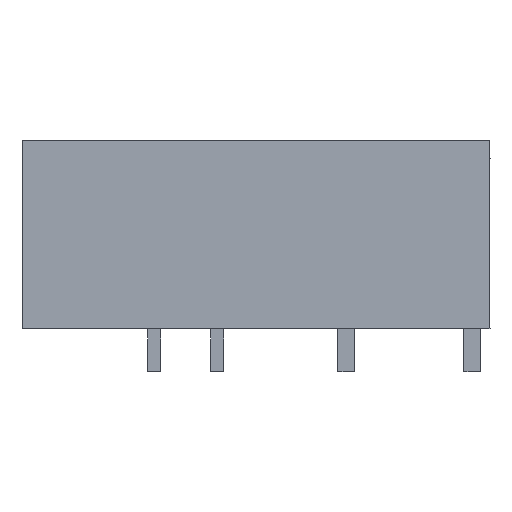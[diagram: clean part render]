
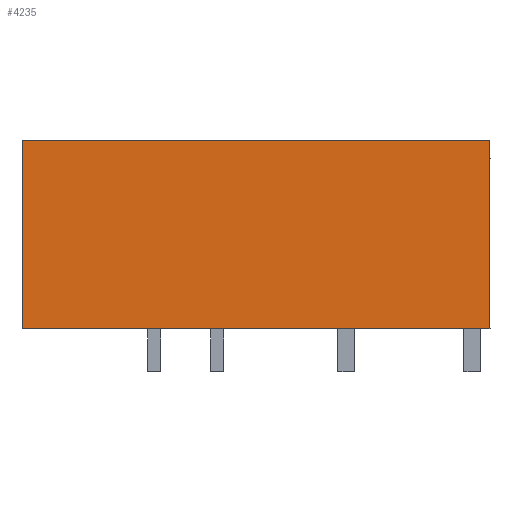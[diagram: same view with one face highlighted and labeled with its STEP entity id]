
A CAD part, left-side view. The second image highlights one B-rep face of the part: STEP entity #4235.
In plain terms, the highlighted planar face has unit normal (-1, 0, 0).
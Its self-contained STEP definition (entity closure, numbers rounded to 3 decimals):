
#4222=AXIS2_PLACEMENT_3D('Plane Axis2P3D',#4219,#4220,#4221) ;
#1460=CARTESIAN_POINT('Vertex',(0.,0.,14.)) ;
#1463=CARTESIAN_POINT('Line Origine',(0.,0.,8.3)) ;
#1467=CARTESIAN_POINT('Vertex',(0.,0.,2.6)) ;
#1559=CARTESIAN_POINT('Line Origine',(0.,14.15,2.6)) ;
#1563=CARTESIAN_POINT('Vertex',(0.,28.3,2.6)) ;
#3645=CARTESIAN_POINT('Line Origine',(0.,28.3,8.3)) ;
#3649=CARTESIAN_POINT('Vertex',(0.,28.3,14.)) ;
#4219=CARTESIAN_POINT('Axis2P3D Location',(0.,0.,17.5)) ;
#4224=CARTESIAN_POINT('Line Origine',(0.,14.15,14.)) ;
#1464=DIRECTION('Vector Direction',(0.,0.,-1.)) ;
#1560=DIRECTION('Vector Direction',(0.,-1.,0.)) ;
#3646=DIRECTION('Vector Direction',(0.,0.,1.)) ;
#4220=DIRECTION('Axis2P3D Direction',(-1.,0.,0.)) ;
#4221=DIRECTION('Axis2P3D XDirection',(0.,1.,0.)) ;
#4225=DIRECTION('Vector Direction',(0.,-1.,0.)) ;
#1465=VECTOR('Line Direction',#1464,1.) ;
#1561=VECTOR('Line Direction',#1560,1.) ;
#3647=VECTOR('Line Direction',#3646,1.) ;
#4226=VECTOR('Line Direction',#4225,1.) ;
#4230=ORIENTED_EDGE('',*,*,#4228,.F.) ;
#4231=ORIENTED_EDGE('',*,*,#3651,.F.) ;
#4232=ORIENTED_EDGE('',*,*,#1565,.T.) ;
#4233=ORIENTED_EDGE('',*,*,#1469,.T.) ;
#4235=ADVANCED_FACE('model',(#4234),#4223,.T.) ;
#1469=EDGE_CURVE('',#1468,#1461,#1466,.F.) ;
#1565=EDGE_CURVE('',#1564,#1468,#1562,.T.) ;
#3651=EDGE_CURVE('',#1564,#3650,#3648,.T.) ;
#4228=EDGE_CURVE('',#3650,#1461,#4227,.T.) ;
#4229=EDGE_LOOP('',(#4230,#4231,#4232,#4233)) ;
#4234=FACE_OUTER_BOUND('',#4229,.T.) ;
#1466=LINE('Line',#1463,#1465) ;
#1562=LINE('Line',#1559,#1561) ;
#3648=LINE('Line',#3645,#3647) ;
#4227=LINE('Line',#4224,#4226) ;
#4223=PLANE('',#4222) ;
#1461=VERTEX_POINT('',#1460) ;
#1468=VERTEX_POINT('',#1467) ;
#1564=VERTEX_POINT('',#1563) ;
#3650=VERTEX_POINT('',#3649) ;
